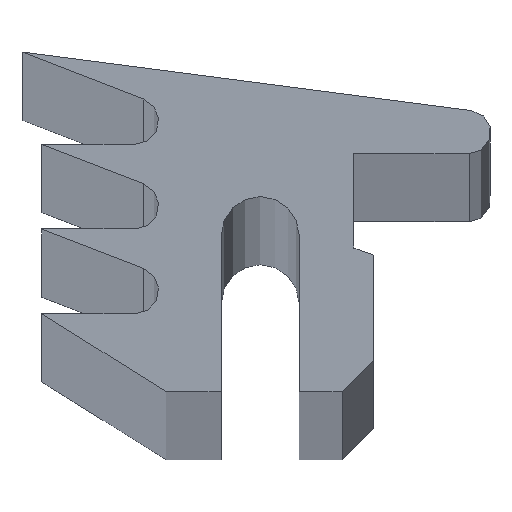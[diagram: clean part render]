
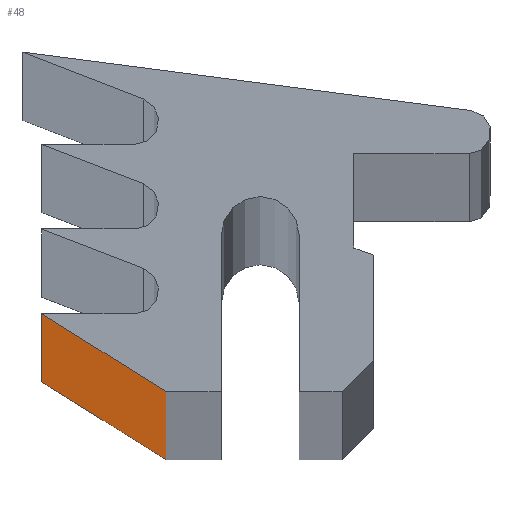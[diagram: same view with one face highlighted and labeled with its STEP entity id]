
A CAD part, top view. The second image highlights one B-rep face of the part: STEP entity #48.
In plain terms, the highlighted planar face has unit normal (-0.53, -0.848, 0).
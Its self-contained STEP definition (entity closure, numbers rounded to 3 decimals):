
#48 = ADVANCED_FACE ( 'NONE', ( #381 ), #639, .F. ) ;
#50 = VERTEX_POINT ( 'NONE', #377 ) ;
#100 = CARTESIAN_POINT ( 'NONE',  ( -8.5, 2., 1000. ) ) ;
#105 = DIRECTION ( 'NONE',  ( 0.848, -0.53, 0. ) ) ;
#123 = EDGE_CURVE ( 'NONE', #50, #128, #511, .T. ) ;
#128 = VERTEX_POINT ( 'NONE', #803 ) ;
#140 = ORIENTED_EDGE ( 'NONE', *, *, #756, .T. ) ;
#151 = CARTESIAN_POINT ( 'NONE',  ( -5.3, 0., 1000. ) ) ;
#246 = VECTOR ( 'NONE', #809, 1000. ) ;
#277 = CARTESIAN_POINT ( 'NONE',  ( -5.3, 0., 1000. ) ) ;
#281 = AXIS2_PLACEMENT_3D ( 'NONE', #323, #512, #582 ) ;
#323 = CARTESIAN_POINT ( 'NONE',  ( -8.5, 2., 1000. ) ) ;
#377 = CARTESIAN_POINT ( 'NONE',  ( -8.5, 2., 0. ) ) ;
#381 = FACE_OUTER_BOUND ( 'NONE', #839, .T. ) ;
#396 = VECTOR ( 'NONE', #467, 1000. ) ;
#407 = EDGE_CURVE ( 'NONE', #649, #489, #547, .T. ) ;
#416 = LINE ( 'NONE', #277, #801 ) ;
#446 = CARTESIAN_POINT ( 'NONE',  ( -8.5, 2., 0. ) ) ;
#467 = DIRECTION ( 'NONE',  ( 0.848, -0.53, 0. ) ) ;
#477 = ORIENTED_EDGE ( 'NONE', *, *, #123, .T. ) ;
#489 = VERTEX_POINT ( 'NONE', #151 ) ;
#503 = ORIENTED_EDGE ( 'NONE', *, *, #741, .F. ) ;
#511 = LINE ( 'NONE', #446, #396 ) ;
#512 = DIRECTION ( 'NONE',  ( 0.53, 0.848, 0. ) ) ;
#547 = LINE ( 'NONE', #694, #753 ) ;
#582 = DIRECTION ( 'NONE',  ( -0.848, 0.53, 0. ) ) ;
#639 = PLANE ( 'NONE',  #281 ) ;
#649 = VERTEX_POINT ( 'NONE', #660 ) ;
#660 = CARTESIAN_POINT ( 'NONE',  ( -8.5, 2., 1000. ) ) ;
#694 = CARTESIAN_POINT ( 'NONE',  ( -8.5, 2., 1000. ) ) ;
#697 = ORIENTED_EDGE ( 'NONE', *, *, #407, .F. ) ;
#734 = LINE ( 'NONE', #100, #246 ) ;
#741 = EDGE_CURVE ( 'NONE', #489, #128, #416, .T. ) ;
#753 = VECTOR ( 'NONE', #105, 1000. ) ;
#756 = EDGE_CURVE ( 'NONE', #649, #50, #734, .T. ) ;
#801 = VECTOR ( 'NONE', #806, 1000. ) ;
#803 = CARTESIAN_POINT ( 'NONE',  ( -5.3, 0., 0. ) ) ;
#806 = DIRECTION ( 'NONE',  ( 0., 0., -1. ) ) ;
#809 = DIRECTION ( 'NONE',  ( 0., 0., -1. ) ) ;
#839 = EDGE_LOOP ( 'NONE', ( #477, #503, #697, #140 ) ) ;
